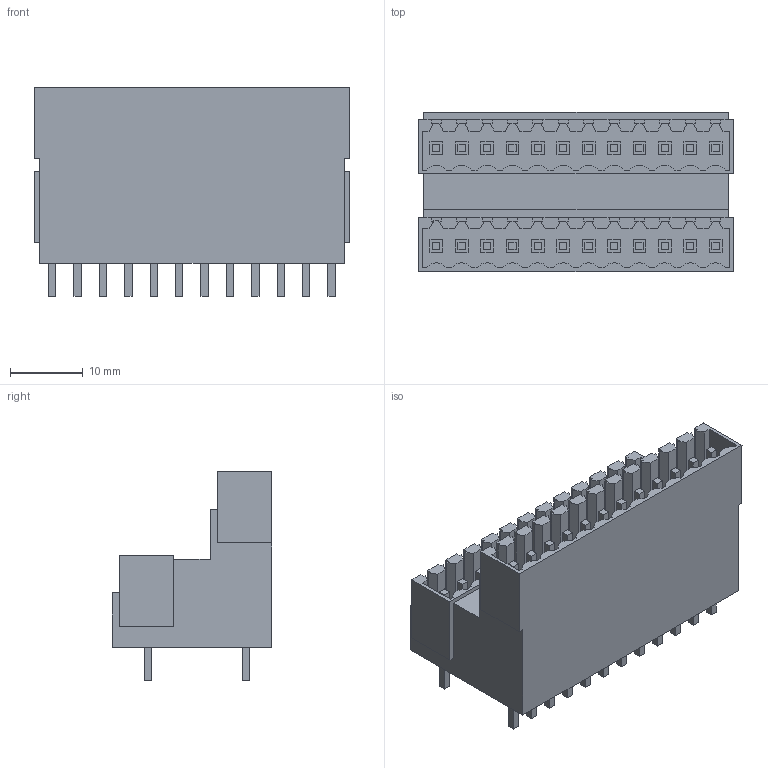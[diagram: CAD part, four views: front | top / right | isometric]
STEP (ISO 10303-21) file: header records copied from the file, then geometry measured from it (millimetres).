
FILE_DESCRIPTION(('CATIA V5 STEP Exchange','CAx-IF Rec.Pracs.--- Model Styling and Organization---1.4--- 2014-01-23'),'2;1');
FILE_NAME ('D1488201_0_1641780000_1641780000.stp','2021-06-01T12:49:17+00:00',('none'),('Weidmueller'),'CATIA Version 5-6 Release 2016 SP3 HF44','CATIA V5 STEP AP214','none');
FILE_SCHEMA(('AUTOMOTIVE_DESIGN { 1 0 10303 214 1 1 1 1 }'));
Length unit declared in the file: millimetre
Products named in the file (1): 1641780000
Bounding box: 43.4 x 22 x 28.7 mm (x, y, z)
Volume: 12355.2 mm3; surface area: 8883.7 mm2
Topology: 25 solids, 25 shells, 582 faces, 1500 edges, 992 vertices
Faces by surface type: plane 558, cylinder 24
Entity records: 16880 total; most frequent: ORIENTED_EDGE 3000, CARTESIAN_POINT 2874, DIRECTION 2262, EDGE_CURVE 1500, VECTOR 1448, LINE 1448, VERTEX_POINT 992, EDGE_LOOP 606
